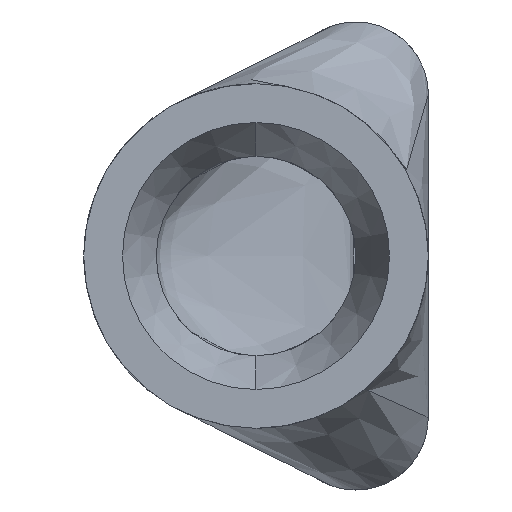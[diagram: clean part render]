
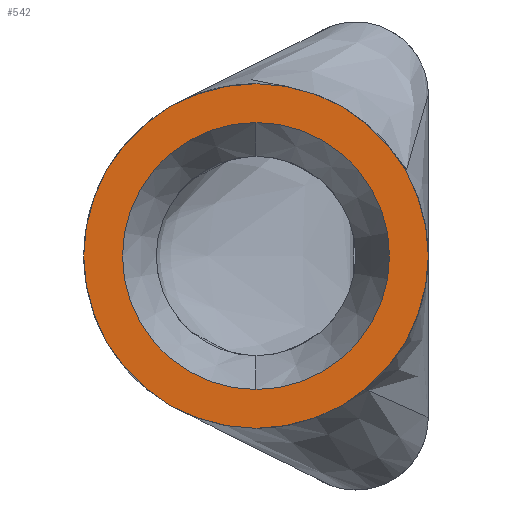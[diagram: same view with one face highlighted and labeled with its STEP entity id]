
A CAD part, left-side view. The second image highlights one B-rep face of the part: STEP entity #542.
In plain terms, the highlighted planar face has unit normal (-1, 0, 0).
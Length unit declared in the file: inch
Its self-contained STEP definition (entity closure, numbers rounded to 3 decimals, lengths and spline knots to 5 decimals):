
#1 = DIRECTION ( 'NONE',  ( 0., 0., 1. ) ) ;
#29 = ORIENTED_EDGE ( 'NONE', *, *, #423, .T. ) ;
#37 = DIRECTION ( 'NONE',  ( -1., 0., 0. ) ) ;
#87 = AXIS2_PLACEMENT_3D ( 'NONE', #138, #770, #1 ) ;
#103 = VERTEX_POINT ( 'NONE', #820 ) ;
#120 = PLANE ( 'NONE',  #1005 ) ;
#134 = CIRCLE ( 'NONE', #771, 0.16547 ) ;
#138 = CARTESIAN_POINT ( 'NONE',  ( 0., 0.2135, 0. ) ) ;
#182 = CARTESIAN_POINT ( 'NONE',  ( 0., 0., 0. ) ) ;
#192 = ORIENTED_EDGE ( 'NONE', *, *, #976, .T. ) ;
#209 = CARTESIAN_POINT ( 'NONE',  ( 0., 0.2135, 0. ) ) ;
#232 = DIRECTION ( 'NONE',  ( 0., 0., 1. ) ) ;
#293 = CARTESIAN_POINT ( 'NONE',  ( 0., 0.2135, 0. ) ) ;
#354 = EDGE_CURVE ( 'NONE', #520, #563, #611, .T. ) ;
#423 = EDGE_CURVE ( 'NONE', #1101, #103, #1115, .T. ) ;
#498 = CARTESIAN_POINT ( 'NONE',  ( 0., 0.2135, 0. ) ) ;
#520 = VERTEX_POINT ( 'NONE', #921 ) ;
#529 = FACE_OUTER_BOUND ( 'NONE', #536, .T. ) ;
#536 = EDGE_LOOP ( 'NONE', ( #192, #780 ) ) ;
#542 = ADVANCED_FACE ( 'NONE', ( #950, #529 ), #120, .T. ) ;
#563 = VERTEX_POINT ( 'NONE', #863 ) ;
#584 = AXIS2_PLACEMENT_3D ( 'NONE', #293, #37, #642 ) ;
#611 = CIRCLE ( 'NONE', #1023, 0.2135 ) ;
#642 = DIRECTION ( 'NONE',  ( 0., 0., 1. ) ) ;
#653 = EDGE_LOOP ( 'NONE', ( #29, #925 ) ) ;
#675 = EDGE_CURVE ( 'NONE', #103, #1101, #134, .T. ) ;
#770 = DIRECTION ( 'NONE',  ( 1., 0., 0. ) ) ;
#771 = AXIS2_PLACEMENT_3D ( 'NONE', #209, #1076, #987 ) ;
#780 = ORIENTED_EDGE ( 'NONE', *, *, #354, .T. ) ;
#785 = CIRCLE ( 'NONE', #584, 0.2135 ) ;
#820 = CARTESIAN_POINT ( 'NONE',  ( 0., 0.2135, -0.16547 ) ) ;
#863 = CARTESIAN_POINT ( 'NONE',  ( 0., 0.2135, 0.2135 ) ) ;
#869 = DIRECTION ( 'NONE',  ( -1., 0., 0. ) ) ;
#921 = CARTESIAN_POINT ( 'NONE',  ( 0., 0.2135, -0.2135 ) ) ;
#923 = CARTESIAN_POINT ( 'NONE',  ( 0., 0.2135, 0.16547 ) ) ;
#925 = ORIENTED_EDGE ( 'NONE', *, *, #675, .T. ) ;
#950 = FACE_BOUND ( 'NONE', #653, .T. ) ;
#976 = EDGE_CURVE ( 'NONE', #563, #520, #785, .T. ) ;
#987 = DIRECTION ( 'NONE',  ( 0., 0., 1. ) ) ;
#1005 = AXIS2_PLACEMENT_3D ( 'NONE', #182, #869, #1036 ) ;
#1013 = DIRECTION ( 'NONE',  ( -1., 0., 0. ) ) ;
#1023 = AXIS2_PLACEMENT_3D ( 'NONE', #498, #1013, #232 ) ;
#1036 = DIRECTION ( 'NONE',  ( 0., 0., 1. ) ) ;
#1076 = DIRECTION ( 'NONE',  ( 1., 0., 0. ) ) ;
#1101 = VERTEX_POINT ( 'NONE', #923 ) ;
#1115 = CIRCLE ( 'NONE', #87, 0.16547 ) ;
